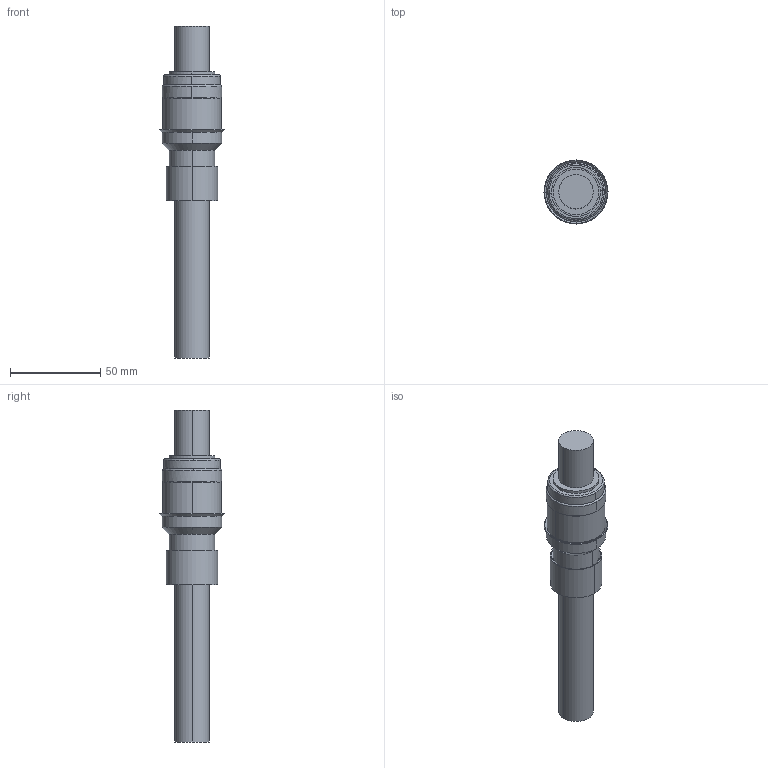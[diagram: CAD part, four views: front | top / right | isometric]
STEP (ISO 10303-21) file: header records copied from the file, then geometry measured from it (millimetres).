
FILE_DESCRIPTION (( 'STEP AP214' ), '1' );
FILE_NAME ('261-190CU8K.STEP', '2019-03-18T09:21:38', ( '' ), ( '' ), 'SwSTEP 2.0', 'SolidWorks 2014', '' );
FILE_SCHEMA (( 'AUTOMOTIVE_DESIGN' ));
Length unit declared in the file: millimetre
Products named in the file (1): 261-190CU8K
Bounding box: 35.56 x 35.56 x 184.15 mm (x, y, z)
Volume: 70488.2 mm3; surface area: 26430.7 mm2
Topology: 1 solids, 1 shells, 70 faces, 152 edges, 94 vertices
Faces by surface type: cylinder 34, cone 18, plane 12, bspline 6
Entity records: 2320 total; most frequent: CARTESIAN_POINT 621, DIRECTION 370, ORIENTED_EDGE 304, AXIS2_PLACEMENT_3D 159, EDGE_CURVE 152, CIRCLE 94, VERTEX_POINT 94, EDGE_LOOP 80
